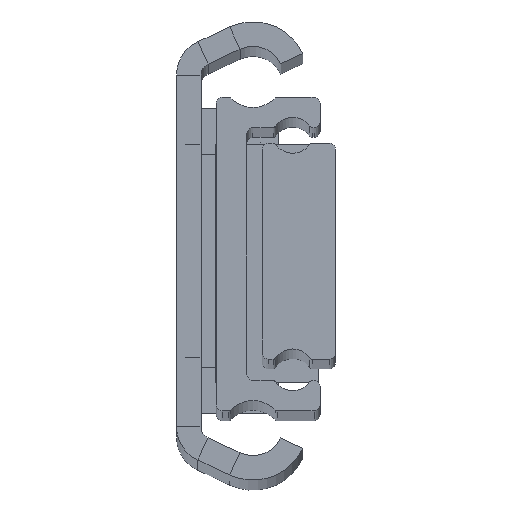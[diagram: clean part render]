
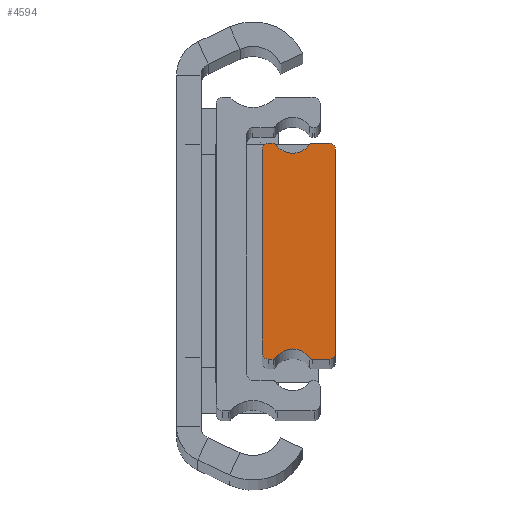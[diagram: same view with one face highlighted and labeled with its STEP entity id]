
A CAD part, top view. The second image highlights one B-rep face of the part: STEP entity #4594.
In plain terms, the highlighted planar face has unit normal (0, 0, 1).
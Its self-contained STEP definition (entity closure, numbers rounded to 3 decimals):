
#80 = CARTESIAN_POINT ( 'NONE',  ( -3.797, -17.688, 0. ) ) ;
#172 = ORIENTED_EDGE ( 'NONE', *, *, #1367, .T. ) ;
#220 = CARTESIAN_POINT ( 'NONE',  ( -9.792, -17.473, 0. ) ) ;
#241 = CARTESIAN_POINT ( 'NONE',  ( -11., 16.687, 0. ) ) ;
#245 = DIRECTION ( 'NONE',  ( 0., 0., 1. ) ) ;
#264 = AXIS2_PLACEMENT_3D ( 'NONE', #2425, #1593, #4492 ) ;
#285 = AXIS2_PLACEMENT_3D ( 'NONE', #4317, #245, #3886 ) ;
#404 = DIRECTION ( 'NONE',  ( 0., 0., 1. ) ) ;
#417 = VERTEX_POINT ( 'NONE', #3635 ) ;
#461 = EDGE_CURVE ( 'NONE', #1734, #3097, #4768, .T. ) ;
#474 = ORIENTED_EDGE ( 'NONE', *, *, #893, .T. ) ;
#513 = ORIENTED_EDGE ( 'NONE', *, *, #5077, .T. ) ;
#566 = CARTESIAN_POINT ( 'NONE',  ( -1., 17.688, 0. ) ) ;
#576 = ORIENTED_EDGE ( 'NONE', *, *, #2809, .T. ) ;
#600 = AXIS2_PLACEMENT_3D ( 'NONE', #4871, #4478, #834 ) ;
#604 = VERTEX_POINT ( 'NONE', #2184 ) ;
#631 = DIRECTION ( 'NONE',  ( 1., 0., 0. ) ) ;
#795 = CIRCLE ( 'NONE', #2320, 3.4 ) ;
#834 = DIRECTION ( 'NONE',  ( 1., 0., 0. ) ) ;
#837 = CARTESIAN_POINT ( 'NONE',  ( -11., -17.687, 0. ) ) ;
#893 = EDGE_CURVE ( 'NONE', #3179, #2762, #4162, .T. ) ;
#943 = VERTEX_POINT ( 'NONE', #2037 ) ;
#1004 = DIRECTION ( 'NONE',  ( 0., -1., 0. ) ) ;
#1069 = EDGE_CURVE ( 'NONE', #1420, #417, #2544, .T. ) ;
#1218 = EDGE_CURVE ( 'NONE', #4060, #604, #3243, .T. ) ;
#1227 = CIRCLE ( 'NONE', #4203, 0.5 ) ;
#1281 = DIRECTION ( 'NONE',  ( 1., 0., 0. ) ) ;
#1296 = LINE ( 'NONE', #80, #2684 ) ;
#1298 = EDGE_CURVE ( 'NONE', #3097, #1920, #5106, .T. ) ;
#1300 = CARTESIAN_POINT ( 'NONE',  ( -9.792, 17.473, 0. ) ) ;
#1316 = AXIS2_PLACEMENT_3D ( 'NONE', #241, #3002, #4253 ) ;
#1319 = DIRECTION ( 'NONE',  ( 0., 0., 1. ) ) ;
#1367 = EDGE_CURVE ( 'NONE', #5231, #3731, #2373, .T. ) ;
#1392 = VERTEX_POINT ( 'NONE', #3807 ) ;
#1420 = VERTEX_POINT ( 'NONE', #4215 ) ;
#1466 = CARTESIAN_POINT ( 'NONE',  ( -3.797, -17.688, 0. ) ) ;
#1488 = ORIENTED_EDGE ( 'NONE', *, *, #4440, .T. ) ;
#1593 = DIRECTION ( 'NONE',  ( 0., 0., 1. ) ) ;
#1601 = DIRECTION ( 'NONE',  ( 0., 1., 0. ) ) ;
#1651 = VECTOR ( 'NONE', #1601, 1000. ) ;
#1730 = DIRECTION ( 'NONE',  ( 0., 0., 1. ) ) ;
#1734 = VERTEX_POINT ( 'NONE', #220 ) ;
#1735 = ORIENTED_EDGE ( 'NONE', *, *, #4552, .T. ) ;
#1779 = LINE ( 'NONE', #2600, #4473 ) ;
#1781 = CARTESIAN_POINT ( 'NONE',  ( -10.203, -17.688, 0. ) ) ;
#1805 = CARTESIAN_POINT ( 'NONE',  ( -10.203, 17.688, 0. ) ) ;
#1817 = DIRECTION ( 'NONE',  ( 1., 0., 0. ) ) ;
#1888 = DIRECTION ( 'NONE',  ( -1., 0., 0. ) ) ;
#1904 = EDGE_CURVE ( 'NONE', #3731, #1734, #4367, .T. ) ;
#1920 = VERTEX_POINT ( 'NONE', #1466 ) ;
#1974 = ORIENTED_EDGE ( 'NONE', *, *, #1904, .T. ) ;
#2037 = CARTESIAN_POINT ( 'NONE',  ( -12., -16.687, 0. ) ) ;
#2046 = ORIENTED_EDGE ( 'NONE', *, *, #3129, .T. ) ;
#2060 = AXIS2_PLACEMENT_3D ( 'NONE', #3454, #4533, #3333 ) ;
#2184 = CARTESIAN_POINT ( 'NONE',  ( -10.203, 17.688, 0. ) ) ;
#2200 = ORIENTED_EDGE ( 'NONE', *, *, #461, .T. ) ;
#2206 = DIRECTION ( 'NONE',  ( 1., 0., 0. ) ) ;
#2320 = AXIS2_PLACEMENT_3D ( 'NONE', #4990, #4274, #631 ) ;
#2373 = LINE ( 'NONE', #3597, #3829 ) ;
#2406 = CARTESIAN_POINT ( 'NONE',  ( 0., -16.688, 0. ) ) ;
#2425 = CARTESIAN_POINT ( 'NONE',  ( -1., 16.688, 0. ) ) ;
#2543 = DIRECTION ( 'NONE',  ( 1., 0., 0. ) ) ;
#2544 = CIRCLE ( 'NONE', #3911, 1. ) ;
#2600 = CARTESIAN_POINT ( 'NONE',  ( -12., 16.688, 0. ) ) ;
#2606 = ORIENTED_EDGE ( 'NONE', *, *, #4113, .T. ) ;
#2684 = VECTOR ( 'NONE', #2543, 1000. ) ;
#2736 = AXIS2_PLACEMENT_3D ( 'NONE', #4038, #404, #1281 ) ;
#2762 = VERTEX_POINT ( 'NONE', #2950 ) ;
#2775 = CARTESIAN_POINT ( 'NONE',  ( -3.797, 17.188, 0. ) ) ;
#2787 = ORIENTED_EDGE ( 'NONE', *, *, #1069, .T. ) ;
#2789 = ORIENTED_EDGE ( 'NONE', *, *, #3961, .T. ) ;
#2809 = EDGE_CURVE ( 'NONE', #4329, #1392, #5027, .T. ) ;
#2950 = CARTESIAN_POINT ( 'NONE',  ( -1., 17.688, 0. ) ) ;
#2964 = CARTESIAN_POINT ( 'NONE',  ( -4.208, -17.473, 0. ) ) ;
#3002 = DIRECTION ( 'NONE',  ( 0., 0., 1. ) ) ;
#3097 = VERTEX_POINT ( 'NONE', #2964 ) ;
#3099 = AXIS2_PLACEMENT_3D ( 'NONE', #3490, #3913, #1817 ) ;
#3129 = EDGE_CURVE ( 'NONE', #3259, #4060, #795, .T. ) ;
#3179 = VERTEX_POINT ( 'NONE', #3928 ) ;
#3195 = DIRECTION ( 'NONE',  ( 1., 0., 0. ) ) ;
#3243 = CIRCLE ( 'NONE', #2060, 0.5 ) ;
#3259 = VERTEX_POINT ( 'NONE', #3688 ) ;
#3271 = ORIENTED_EDGE ( 'NONE', *, *, #4764, .T. ) ;
#3333 = DIRECTION ( 'NONE',  ( 1., 0., 0. ) ) ;
#3377 = CARTESIAN_POINT ( 'NONE',  ( -1., -16.688, 0. ) ) ;
#3380 = LINE ( 'NONE', #566, #3431 ) ;
#3404 = CARTESIAN_POINT ( 'NONE',  ( -3.797, 17.688, 0. ) ) ;
#3431 = VECTOR ( 'NONE', #4973, 1000. ) ;
#3454 = CARTESIAN_POINT ( 'NONE',  ( -10.203, 17.188, 0. ) ) ;
#3490 = CARTESIAN_POINT ( 'NONE',  ( -11., -16.687, 0. ) ) ;
#3597 = CARTESIAN_POINT ( 'NONE',  ( -11., -17.687, 0. ) ) ;
#3635 = CARTESIAN_POINT ( 'NONE',  ( -12., 16.688, 0. ) ) ;
#3688 = CARTESIAN_POINT ( 'NONE',  ( -4.208, 17.473, 0. ) ) ;
#3703 = DIRECTION ( 'NONE',  ( 1., 0., 0. ) ) ;
#3731 = VERTEX_POINT ( 'NONE', #1781 ) ;
#3807 = CARTESIAN_POINT ( 'NONE',  ( 0., -16.688, 0. ) ) ;
#3824 = FACE_OUTER_BOUND ( 'NONE', #3844, .T. ) ;
#3829 = VECTOR ( 'NONE', #3195, 1000. ) ;
#3844 = EDGE_LOOP ( 'NONE', ( #2787, #1735, #2606, #172, #1974, #2200, #4513, #1488, #576, #4664, #474, #2789, #3271, #2046, #4779, #513 ) ) ;
#3860 = CIRCLE ( 'NONE', #3099, 1. ) ;
#3878 = EDGE_CURVE ( 'NONE', #1392, #3179, #4407, .T. ) ;
#3886 = DIRECTION ( 'NONE',  ( 1., 0., 0. ) ) ;
#3911 = AXIS2_PLACEMENT_3D ( 'NONE', #4623, #1319, #2206 ) ;
#3913 = DIRECTION ( 'NONE',  ( 0., 0., 1. ) ) ;
#3928 = CARTESIAN_POINT ( 'NONE',  ( 0., 16.688, 0. ) ) ;
#3961 = EDGE_CURVE ( 'NONE', #2762, #4542, #3380, .T. ) ;
#4038 = CARTESIAN_POINT ( 'NONE',  ( -3.797, -17.188, 0. ) ) ;
#4060 = VERTEX_POINT ( 'NONE', #1300 ) ;
#4113 = EDGE_CURVE ( 'NONE', #943, #5231, #3860, .T. ) ;
#4162 = CIRCLE ( 'NONE', #264, 1. ) ;
#4203 = AXIS2_PLACEMENT_3D ( 'NONE', #2775, #5186, #4423 ) ;
#4215 = CARTESIAN_POINT ( 'NONE',  ( -11., 17.688, 0. ) ) ;
#4248 = LINE ( 'NONE', #1805, #4982 ) ;
#4253 = DIRECTION ( 'NONE',  ( 1., 0., 0. ) ) ;
#4274 = DIRECTION ( 'NONE',  ( 0., 0., -1. ) ) ;
#4317 = CARTESIAN_POINT ( 'NONE',  ( -10.203, -17.188, 0. ) ) ;
#4329 = VERTEX_POINT ( 'NONE', #4455 ) ;
#4358 = AXIS2_PLACEMENT_3D ( 'NONE', #3377, #1730, #3703 ) ;
#4367 = CIRCLE ( 'NONE', #285, 0.5 ) ;
#4407 = LINE ( 'NONE', #2406, #1651 ) ;
#4423 = DIRECTION ( 'NONE',  ( 1., 0., 0. ) ) ;
#4440 = EDGE_CURVE ( 'NONE', #1920, #4329, #1296, .T. ) ;
#4455 = CARTESIAN_POINT ( 'NONE',  ( -1., -17.688, 0. ) ) ;
#4473 = VECTOR ( 'NONE', #1004, 1000. ) ;
#4478 = DIRECTION ( 'NONE',  ( 0., 0., -1. ) ) ;
#4492 = DIRECTION ( 'NONE',  ( 1., 0., 0. ) ) ;
#4513 = ORIENTED_EDGE ( 'NONE', *, *, #1298, .T. ) ;
#4533 = DIRECTION ( 'NONE',  ( 0., 0., 1. ) ) ;
#4542 = VERTEX_POINT ( 'NONE', #3404 ) ;
#4552 = EDGE_CURVE ( 'NONE', #417, #943, #1779, .T. ) ;
#4594 = ADVANCED_FACE ( 'NONE', ( #3824 ), #4740, .T. ) ;
#4623 = CARTESIAN_POINT ( 'NONE',  ( -11., 16.687, 0. ) ) ;
#4664 = ORIENTED_EDGE ( 'NONE', *, *, #3878, .T. ) ;
#4740 = PLANE ( 'NONE',  #1316 ) ;
#4764 = EDGE_CURVE ( 'NONE', #4542, #3259, #1227, .T. ) ;
#4768 = CIRCLE ( 'NONE', #600, 3.4 ) ;
#4779 = ORIENTED_EDGE ( 'NONE', *, *, #1218, .T. ) ;
#4871 = CARTESIAN_POINT ( 'NONE',  ( -7., -19.412, 0. ) ) ;
#4973 = DIRECTION ( 'NONE',  ( -1., 0., 0. ) ) ;
#4982 = VECTOR ( 'NONE', #1888, 1000. ) ;
#4990 = CARTESIAN_POINT ( 'NONE',  ( -7., 19.412, 0. ) ) ;
#5027 = CIRCLE ( 'NONE', #4358, 1. ) ;
#5077 = EDGE_CURVE ( 'NONE', #604, #1420, #4248, .T. ) ;
#5106 = CIRCLE ( 'NONE', #2736, 0.5 ) ;
#5186 = DIRECTION ( 'NONE',  ( 0., 0., 1. ) ) ;
#5231 = VERTEX_POINT ( 'NONE', #837 ) ;
